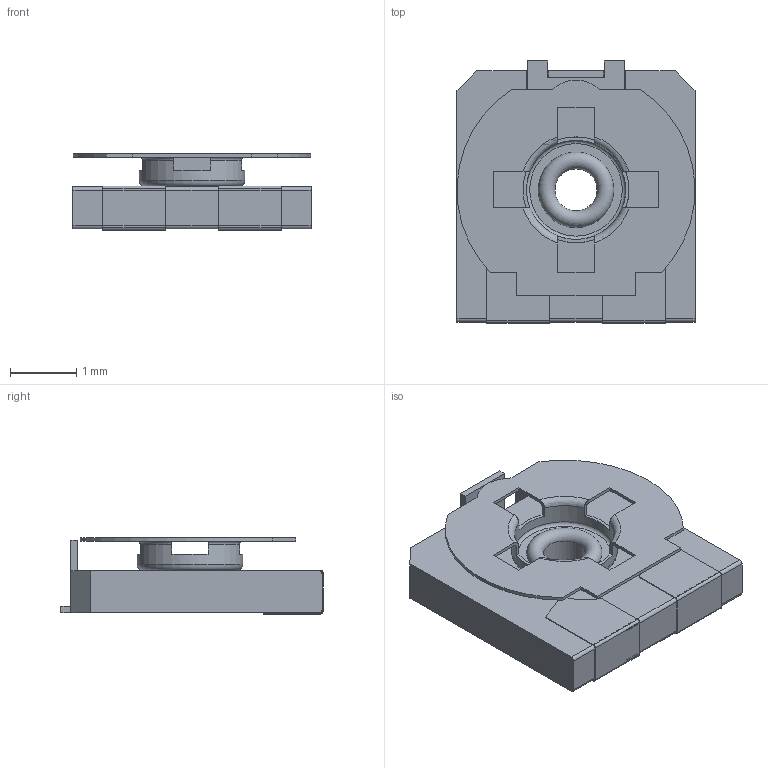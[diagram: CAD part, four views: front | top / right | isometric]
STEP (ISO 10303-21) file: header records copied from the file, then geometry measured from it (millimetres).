
FILE_DESCRIPTION(/* description */ (''),/* implementation_level */ '2;1');
FILE_NAME(/* name */ 'TRIMMER-TC-33X-2.step',/* time_stamp */ '2019-10-17T14:13:37-05:00',/* author */ (''),/* organization */ (''),/* preprocessor_version */ 'ST-DEVELOPER v18',/* originating_system */ 'Autodesk Translation Framework v8.6.0.1094',/* authorisation */ '');
FILE_SCHEMA (('AUTOMOTIVE_DESIGN { 1 0 10303 214 3 1 1 }'));
Length unit declared in the file: inch
Products named in the file (3): TRIMMER-TC-33X-2; TC-33X-1_SUBSTR_ASM; TC33_SUBST1
Assembly tree (2 placements, depth 3):
  TRIMMER-TC-33X-2
    TC-33X-1_SUBSTR_ASM
      TC33_SUBST1
Bounding box: 3.6 x 3.96 x 1.15 mm (x, y, z)
Volume: 8.6 mm3; surface area: 64.6 mm2
Topology: 1 solids, 1 shells, 115 faces, 355 edges, 234 vertices
Faces by surface type: plane 83, cylinder 20, torus 12
Full cylindrical faces by diameter (mm): 0.635 x1, 1.5 x1, 1.6 x1
Entity records: 4142 total; most frequent: CARTESIAN_POINT 781, ORIENTED_EDGE 710, DIRECTION 677, EDGE_CURVE 355, LINE 257, VECTOR 257, VERTEX_POINT 234, AXIS2_PLACEMENT_3D 210
